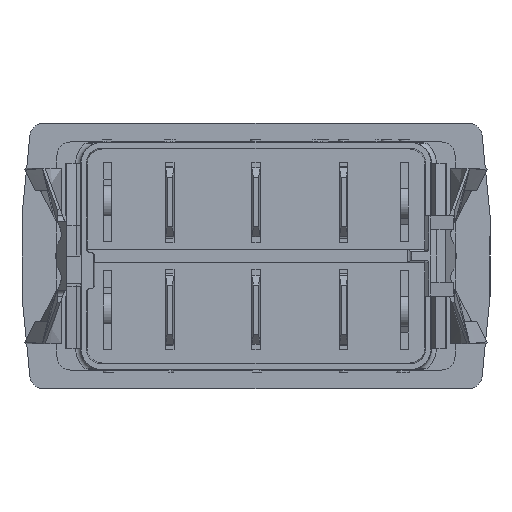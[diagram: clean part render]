
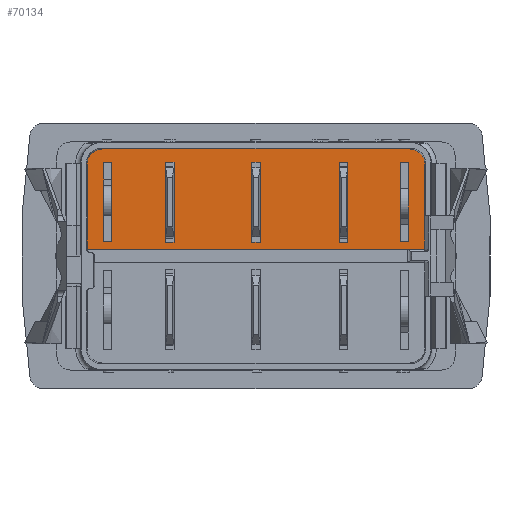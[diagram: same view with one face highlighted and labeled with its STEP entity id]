
A CAD part, front view. The second image highlights one B-rep face of the part: STEP entity #70134.
In plain terms, the highlighted planar face has unit normal (0, -1, 0).
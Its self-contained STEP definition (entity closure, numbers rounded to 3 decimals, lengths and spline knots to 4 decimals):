
#16254=DIRECTION('',(-1.,0.,0.));
#16255=VECTOR('',#16254,1.1104);
#16256=CARTESIAN_POINT('',(0.5552,-1.053,0.3872));
#16257=LINE('',#16256,#16255);
#16258=DIRECTION('',(0.,0.,1.));
#16259=VECTOR('',#16258,0.3072);
#16260=CARTESIAN_POINT('',(0.6102,-1.053,0.025));
#16261=LINE('',#16260,#16259);
#16262=DIRECTION('',(-1.,0.,0.));
#16263=VECTOR('',#16262,1.2203);
#16264=CARTESIAN_POINT('',(0.6102,-1.053,0.025));
#16265=LINE('',#16264,#16263);
#16266=DIRECTION('',(0.,0.,-1.));
#16267=VECTOR('',#16266,0.3072);
#16268=CARTESIAN_POINT('',(-0.6102,-1.053,0.3322));
#16269=LINE('',#16268,#16267);
#16270=DIRECTION('',(0.,0.,1.));
#16271=VECTOR('',#16270,0.285);
#16272=CARTESIAN_POINT('',(-0.5515,-1.053,0.052));
#16273=LINE('',#16272,#16271);
#16274=DIRECTION('',(-1.,0.,0.));
#16275=VECTOR('',#16274,0.029);
#16276=CARTESIAN_POINT('',(-0.5225,-1.053,0.052));
#16277=LINE('',#16276,#16275);
#16278=DIRECTION('',(0.,0.,1.));
#16279=VECTOR('',#16278,0.285);
#16280=CARTESIAN_POINT('',(-0.5225,-1.053,0.052));
#16281=LINE('',#16280,#16279);
#16282=DIRECTION('',(-1.,0.,0.));
#16283=VECTOR('',#16282,0.029);
#16284=CARTESIAN_POINT('',(-0.5225,-1.053,0.337));
#16285=LINE('',#16284,#16283);
#16286=DIRECTION('',(0.,0.,-1.));
#16287=VECTOR('',#16286,0.285);
#16288=CARTESIAN_POINT('',(0.5515,-1.053,0.338));
#16289=LINE('',#16288,#16287);
#16290=DIRECTION('',(1.,0.,0.));
#16291=VECTOR('',#16290,0.029);
#16292=CARTESIAN_POINT('',(0.5225,-1.053,0.338));
#16293=LINE('',#16292,#16291);
#16294=DIRECTION('',(0.,0.,-1.));
#16295=VECTOR('',#16294,0.285);
#16296=CARTESIAN_POINT('',(0.5225,-1.053,0.338));
#16297=LINE('',#16296,#16295);
#16298=DIRECTION('',(1.,0.,0.));
#16299=VECTOR('',#16298,0.029);
#16300=CARTESIAN_POINT('',(0.5225,-1.053,0.053));
#16301=LINE('',#16300,#16299);
#16302=DIRECTION('',(0.,0.,-1.));
#16303=VECTOR('',#16302,0.29);
#16304=CARTESIAN_POINT('',(-0.0155,-1.053,0.34));
#16305=LINE('',#16304,#16303);
#16306=DIRECTION('',(1.,0.,0.));
#16307=VECTOR('',#16306,0.031);
#16308=CARTESIAN_POINT('',(-0.0155,-1.053,0.05));
#16309=LINE('',#16308,#16307);
#16310=DIRECTION('',(0.,0.,-1.));
#16311=VECTOR('',#16310,0.29);
#16312=CARTESIAN_POINT('',(0.0155,-1.053,0.34));
#16313=LINE('',#16312,#16311);
#16314=DIRECTION('',(1.,0.,0.));
#16315=VECTOR('',#16314,0.031);
#16316=CARTESIAN_POINT('',(-0.0155,-1.053,0.34));
#16317=LINE('',#16316,#16315);
#16318=DIRECTION('',(1.,0.,0.));
#16319=VECTOR('',#16318,0.031);
#16320=CARTESIAN_POINT('',(-0.3275,-1.053,0.05));
#16321=LINE('',#16320,#16319);
#16322=DIRECTION('',(0.,0.,1.));
#16323=VECTOR('',#16322,0.29);
#16324=CARTESIAN_POINT('',(-0.2965,-1.053,0.05));
#16325=LINE('',#16324,#16323);
#16326=DIRECTION('',(1.,0.,0.));
#16327=VECTOR('',#16326,0.031);
#16328=CARTESIAN_POINT('',(-0.3275,-1.053,0.34));
#16329=LINE('',#16328,#16327);
#16330=DIRECTION('',(0.,0.,1.));
#16331=VECTOR('',#16330,0.29);
#16332=CARTESIAN_POINT('',(-0.3275,-1.053,0.05));
#16333=LINE('',#16332,#16331);
#16334=DIRECTION('',(-1.,0.,0.));
#16335=VECTOR('',#16334,0.031);
#16336=CARTESIAN_POINT('',(0.3325,-1.053,0.34));
#16337=LINE('',#16336,#16335);
#16338=DIRECTION('',(0.,0.,-1.));
#16339=VECTOR('',#16338,0.29);
#16340=CARTESIAN_POINT('',(0.3015,-1.053,0.34));
#16341=LINE('',#16340,#16339);
#16342=DIRECTION('',(-1.,0.,0.));
#16343=VECTOR('',#16342,0.031);
#16344=CARTESIAN_POINT('',(0.3325,-1.053,0.05));
#16345=LINE('',#16344,#16343);
#16346=DIRECTION('',(0.,0.,-1.));
#16347=VECTOR('',#16346,0.29);
#16348=CARTESIAN_POINT('',(0.3325,-1.053,0.34));
#16349=LINE('',#16348,#16347);
#16366=CARTESIAN_POINT('',(-0.5552,-1.053,0.3872));
#16367=CARTESIAN_POINT('',(-0.5644,-1.053,0.3872));
#16368=CARTESIAN_POINT('',(-0.5787,-1.053,0.3832));
#16369=CARTESIAN_POINT('',(-0.5949,-1.053,0.3719));
#16370=CARTESIAN_POINT('',(-0.6062,-1.053,0.3557));
#16371=CARTESIAN_POINT('',(-0.6102,-1.053,0.3414));
#16372=CARTESIAN_POINT('',(-0.6102,-1.053,0.3322));
#16390=CARTESIAN_POINT('',(0.6102,-1.053,0.3322));
#16391=CARTESIAN_POINT('',(0.6102,-1.053,0.3414));
#16392=CARTESIAN_POINT('',(0.6062,-1.053,0.3557));
#16393=CARTESIAN_POINT('',(0.5949,-1.053,0.3719));
#16394=CARTESIAN_POINT('',(0.5787,-1.053,0.3832));
#16395=CARTESIAN_POINT('',(0.5644,-1.053,0.3872));
#16396=CARTESIAN_POINT('',(0.5552,-1.053,0.3872));
#30674=CARTESIAN_POINT('',(0.6102,-1.053,0.025));
#30675=CARTESIAN_POINT('',(-0.6102,-1.053,0.025));
#30676=VERTEX_POINT('',#30674);
#30677=VERTEX_POINT('',#30675);
#30703=CARTESIAN_POINT('',(-0.6102,-1.053,0.3322));
#30705=VERTEX_POINT('',#30703);
#30707=CARTESIAN_POINT('',(-0.5552,-1.053,0.3872));
#30709=VERTEX_POINT('',#30707);
#30719=CARTESIAN_POINT('',(0.5552,-1.053,0.3872));
#30721=VERTEX_POINT('',#30719);
#30723=CARTESIAN_POINT('',(0.6102,-1.053,0.3322));
#30725=VERTEX_POINT('',#30723);
#31288=CARTESIAN_POINT('',(-0.5515,-1.053,0.052));
#31289=CARTESIAN_POINT('',(-0.5515,-1.053,0.337));
#31290=VERTEX_POINT('',#31288);
#31291=VERTEX_POINT('',#31289);
#31292=CARTESIAN_POINT('',(-0.5225,-1.053,0.052));
#31293=CARTESIAN_POINT('',(-0.5225,-1.053,0.337));
#31294=VERTEX_POINT('',#31292);
#31295=VERTEX_POINT('',#31293);
#31376=CARTESIAN_POINT('',(0.5515,-1.053,0.338));
#31377=CARTESIAN_POINT('',(0.5515,-1.053,0.053));
#31378=VERTEX_POINT('',#31376);
#31379=VERTEX_POINT('',#31377);
#31380=CARTESIAN_POINT('',(0.5225,-1.053,0.338));
#31381=CARTESIAN_POINT('',(0.5225,-1.053,0.053));
#31382=VERTEX_POINT('',#31380);
#31383=VERTEX_POINT('',#31381);
#33794=CARTESIAN_POINT('',(-0.0155,-1.053,0.34));
#33795=CARTESIAN_POINT('',(-0.0155,-1.053,0.05));
#33796=VERTEX_POINT('',#33794);
#33797=VERTEX_POINT('',#33795);
#33798=CARTESIAN_POINT('',(0.0155,-1.053,0.34));
#33799=CARTESIAN_POINT('',(0.0155,-1.053,0.05));
#33800=VERTEX_POINT('',#33798);
#33801=VERTEX_POINT('',#33799);
#34248=CARTESIAN_POINT('',(-0.3275,-1.053,0.05));
#34249=CARTESIAN_POINT('',(-0.2965,-1.053,0.05));
#34250=VERTEX_POINT('',#34248);
#34251=VERTEX_POINT('',#34249);
#34252=CARTESIAN_POINT('',(-0.3275,-1.053,0.34));
#34253=CARTESIAN_POINT('',(-0.2965,-1.053,0.34));
#34254=VERTEX_POINT('',#34252);
#34255=VERTEX_POINT('',#34253);
#34687=CARTESIAN_POINT('',(0.3325,-1.053,0.34));
#34688=CARTESIAN_POINT('',(0.3015,-1.053,0.34));
#34689=VERTEX_POINT('',#34687);
#34690=VERTEX_POINT('',#34688);
#34691=CARTESIAN_POINT('',(0.3325,-1.053,0.05));
#34692=CARTESIAN_POINT('',(0.3015,-1.053,0.05));
#34693=VERTEX_POINT('',#34691);
#34694=VERTEX_POINT('',#34692);
#70067=CARTESIAN_POINT('',(0.,-1.053,0.));
#70068=DIRECTION('',(0.,-1.,0.));
#70069=DIRECTION('',(-1.,0.,0.));
#70070=AXIS2_PLACEMENT_3D('',#70067,#70068,#70069);
#70071=PLANE('',#70070);
#70073=ORIENTED_EDGE('',*,*,#70072,.F.);
#70075=ORIENTED_EDGE('',*,*,#70074,.F.);
#70077=ORIENTED_EDGE('',*,*,#70076,.F.);
#70079=ORIENTED_EDGE('',*,*,#70078,.F.);
#70080=ORIENTED_EDGE('',*,*,#70048,.T.);
#70081=ORIENTED_EDGE('',*,*,#69847,.F.);
#70082=EDGE_LOOP('',(#70073,#70075,#70077,#70079,#70080,#70081));
#70083=FACE_OUTER_BOUND('',#70082,.F.);
#70085=ORIENTED_EDGE('',*,*,#70084,.F.);
#70087=ORIENTED_EDGE('',*,*,#70086,.F.);
#70089=ORIENTED_EDGE('',*,*,#70088,.T.);
#70091=ORIENTED_EDGE('',*,*,#70090,.T.);
#70092=EDGE_LOOP('',(#70085,#70087,#70089,#70091));
#70093=FACE_BOUND('',#70092,.F.);
#70095=ORIENTED_EDGE('',*,*,#70094,.F.);
#70097=ORIENTED_EDGE('',*,*,#70096,.F.);
#70099=ORIENTED_EDGE('',*,*,#70098,.T.);
#70101=ORIENTED_EDGE('',*,*,#70100,.T.);
#70102=EDGE_LOOP('',(#70095,#70097,#70099,#70101));
#70103=FACE_BOUND('',#70102,.F.);
#70105=ORIENTED_EDGE('',*,*,#70104,.T.);
#70107=ORIENTED_EDGE('',*,*,#70106,.T.);
#70109=ORIENTED_EDGE('',*,*,#70108,.F.);
#70111=ORIENTED_EDGE('',*,*,#70110,.F.);
#70112=EDGE_LOOP('',(#70105,#70107,#70109,#70111));
#70113=FACE_BOUND('',#70112,.F.);
#70115=ORIENTED_EDGE('',*,*,#70114,.T.);
#70117=ORIENTED_EDGE('',*,*,#70116,.T.);
#70119=ORIENTED_EDGE('',*,*,#70118,.F.);
#70121=ORIENTED_EDGE('',*,*,#70120,.F.);
#70122=EDGE_LOOP('',(#70115,#70117,#70119,#70121));
#70123=FACE_BOUND('',#70122,.F.);
#70125=ORIENTED_EDGE('',*,*,#70124,.T.);
#70127=ORIENTED_EDGE('',*,*,#70126,.T.);
#70129=ORIENTED_EDGE('',*,*,#70128,.F.);
#70131=ORIENTED_EDGE('',*,*,#70130,.F.);
#70132=EDGE_LOOP('',(#70125,#70127,#70129,#70131));
#70133=FACE_BOUND('',#70132,.F.);
#16373=B_SPLINE_CURVE_WITH_KNOTS('',3,(#16366,#16367,#16368,#16369,#16370,
#16371,#16372),.UNSPECIFIED.,.F.,.F.,(4,1,1,1,4),(0.,0.25,0.5,0.75,
1.),.UNSPECIFIED.);
#16397=B_SPLINE_CURVE_WITH_KNOTS('',3,(#16390,#16391,#16392,#16393,#16394,
#16395,#16396),.UNSPECIFIED.,.F.,.F.,(4,1,1,1,4),(0.,0.25,0.5,0.75,
1.),.UNSPECIFIED.);
#69847=EDGE_CURVE('',#30705,#30677,#16269,.T.);
#70048=EDGE_CURVE('',#30676,#30677,#16265,.T.);
#70072=EDGE_CURVE('',#30709,#30705,#16373,.T.);
#70074=EDGE_CURVE('',#30721,#30709,#16257,.T.);
#70076=EDGE_CURVE('',#30725,#30721,#16397,.T.);
#70078=EDGE_CURVE('',#30676,#30725,#16261,.T.);
#70084=EDGE_CURVE('',#31290,#31291,#16273,.T.);
#70086=EDGE_CURVE('',#31294,#31290,#16277,.T.);
#70088=EDGE_CURVE('',#31294,#31295,#16281,.T.);
#70090=EDGE_CURVE('',#31295,#31291,#16285,.T.);
#70094=EDGE_CURVE('',#31378,#31379,#16289,.T.);
#70096=EDGE_CURVE('',#31382,#31378,#16293,.T.);
#70098=EDGE_CURVE('',#31382,#31383,#16297,.T.);
#70100=EDGE_CURVE('',#31383,#31379,#16301,.T.);
#70104=EDGE_CURVE('',#33796,#33797,#16305,.T.);
#70106=EDGE_CURVE('',#33797,#33801,#16309,.T.);
#70108=EDGE_CURVE('',#33800,#33801,#16313,.T.);
#70110=EDGE_CURVE('',#33796,#33800,#16317,.T.);
#70114=EDGE_CURVE('',#34250,#34251,#16321,.T.);
#70116=EDGE_CURVE('',#34251,#34255,#16325,.T.);
#70118=EDGE_CURVE('',#34254,#34255,#16329,.T.);
#70120=EDGE_CURVE('',#34250,#34254,#16333,.T.);
#70124=EDGE_CURVE('',#34689,#34690,#16337,.T.);
#70126=EDGE_CURVE('',#34690,#34694,#16341,.T.);
#70128=EDGE_CURVE('',#34693,#34694,#16345,.T.);
#70130=EDGE_CURVE('',#34689,#34693,#16349,.T.);
#70134=ADVANCED_FACE('',(#70083,#70093,#70103,#70113,#70123,#70133),#70071,.T.);
